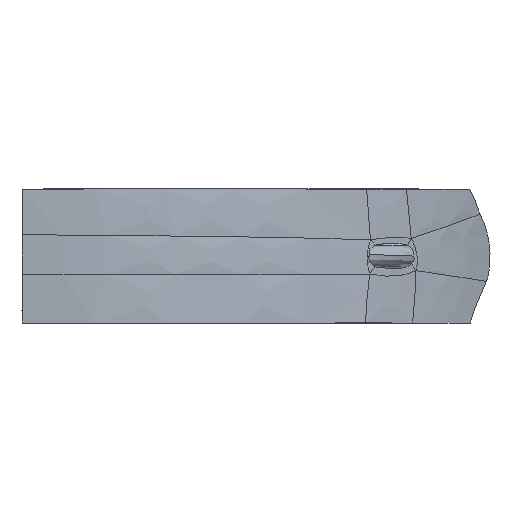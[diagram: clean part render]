
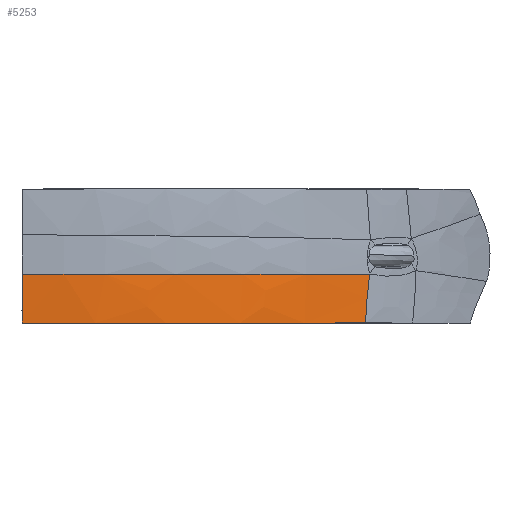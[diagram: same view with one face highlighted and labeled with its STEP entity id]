
A CAD part, left-side view. The second image highlights one B-rep face of the part: STEP entity #5253.
In plain terms, the highlighted free-form (B-spline) face has degree [3, 3] with [4, 4] control points.
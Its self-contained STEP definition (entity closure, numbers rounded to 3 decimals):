
#3789 = CARTESIAN_POINT('', (-1535.515,-1281.882,-249.864));
#3790 = VERTEX_POINT('', #3789);
#3798 = CARTESIAN_POINT('', (-2000.,0.,-250.));
#3799 = VERTEX_POINT('', #3798);
#3800 = CARTESIAN_POINT('', (-2000.088,-0.088,-249.94));
#3801 = CARTESIAN_POINT('', (-1997.508,-477.794,-249.901));
#3802 = CARTESIAN_POINT('', (-1837.079,-916.973,-250.155));
#3803 = CARTESIAN_POINT('', (-1535.515,-1281.882,-249.864));
#3804 = (BOUNDED_CURVE() B_SPLINE_CURVE(3,(#3800,#3801,#3802,#3803),.UNSPECIFIED.,.F.,.F.) B_SPLINE_CURVE_WITH_KNOTS((4,4),(0.,1.),.UNSPECIFIED.) CURVE() GEOMETRIC_REPRESENTATION_ITEM() RATIONAL_B_SPLINE_CURVE((1.,1.,1.,1.)) REPRESENTATION_ITEM(''));
#3805 = EDGE_CURVE('', #3799, #3790, #3804, .T.);
#4232 = CARTESIAN_POINT('', (-1999.997,-0.003,-67.972));
#4233 = VERTEX_POINT('', #4232);
#4234 = CARTESIAN_POINT('', (-2000.088,-0.088,-249.94));
#4235 = CARTESIAN_POINT('', (-1999.954,0.053,-189.249));
#4236 = CARTESIAN_POINT('', (-1999.966,0.,-128.569));
#4237 = CARTESIAN_POINT('', (-1999.997,-0.003,-67.972));
#4238 = (BOUNDED_CURVE() B_SPLINE_CURVE(3,(#4234,#4235,#4236,#4237),.UNSPECIFIED.,.F.,.F.) B_SPLINE_CURVE_WITH_KNOTS((4,4),(0.,1.),.UNSPECIFIED.) CURVE() GEOMETRIC_REPRESENTATION_ITEM() RATIONAL_B_SPLINE_CURVE((1.,1.,1.,1.)) REPRESENTATION_ITEM(''));
#4239 = EDGE_CURVE('', #3799, #4233, #4238, .T.);
#5129 = CARTESIAN_POINT('', (-1522.044,-1297.157,-67.07));
#5130 = VERTEX_POINT('', #5129);
#5211 = CARTESIAN_POINT('', (-1522.044,-1297.157,-67.07));
#5212 = CARTESIAN_POINT('', (-1530.138,-1288.075,-125.953));
#5213 = CARTESIAN_POINT('', (-1532.648,-1285.091,-187.817));
#5214 = CARTESIAN_POINT('', (-1535.515,-1281.882,-249.864));
#5215 = (BOUNDED_CURVE() B_SPLINE_CURVE(3,(#5211,#5212,#5213,#5214),.UNSPECIFIED.,.F.,.F.) B_SPLINE_CURVE_WITH_KNOTS((4,4),(0.,1.),.UNSPECIFIED.) CURVE() GEOMETRIC_REPRESENTATION_ITEM() RATIONAL_B_SPLINE_CURVE((1.,1.,1.,1.)) REPRESENTATION_ITEM(''));
#5216 = EDGE_CURVE('', #5130, #3790, #5215, .T.);
#5224 = CARTESIAN_POINT('', (-1522.044,-1297.157,-67.07));
#5225 = CARTESIAN_POINT('', (-1530.138,-1288.075,-125.953));
#5226 = CARTESIAN_POINT('', (-1532.648,-1285.091,-187.817));
#5227 = CARTESIAN_POINT('', (-1535.515,-1281.882,-249.864));
#5228 = CARTESIAN_POINT('', (-1817.22,-952.295,-70.501));
#5229 = CARTESIAN_POINT('', (-1822.55,-941.295,-131.453));
#5230 = CARTESIAN_POINT('', (-1827.289,-933.574,-190.849));
#5231 = CARTESIAN_POINT('', (-1837.079,-916.973,-250.155));
#5232 = CARTESIAN_POINT('', (-1999.718,-494.84,-66.761));
#5233 = CARTESIAN_POINT('', (-1999.601,-487.954,-127.623));
#5234 = CARTESIAN_POINT('', (-2000.309,-478.026,-188.749));
#5235 = CARTESIAN_POINT('', (-1997.508,-477.794,-249.901));
#5236 = CARTESIAN_POINT('', (-1999.997,-0.003,-67.972));
#5237 = CARTESIAN_POINT('', (-1999.966,0.,-128.569));
#5238 = CARTESIAN_POINT('', (-1999.954,0.053,-189.249));
#5239 = CARTESIAN_POINT('', (-2000.088,-0.088,-249.94));
#5240 = (BOUNDED_SURFACE() B_SPLINE_SURFACE(3,3, ((#5224,#5225,#5226,#5227),(#5228,#5229,#5230,#5231),(#5232,#5233,#5234,#5235),(#5236,#5237,#5238,#5239)), .UNSPECIFIED., .F., .F., .T. )  B_SPLINE_SURFACE_WITH_KNOTS((4,4), (4,4), (0.,1.), (0.,1.), .UNSPECIFIED.)GEOMETRIC_REPRESENTATION_ITEM() RATIONAL_B_SPLINE_SURFACE( ((1.,1.,1.,1.),(1.,1.,1.,1.),(1.,1.,1.,1.),(1.,1.,1.,1.))) REPRESENTATION_ITEM('') SURFACE());
#5241 = CARTESIAN_POINT('', (-1522.044,-1297.157,-67.07));
#5242 = CARTESIAN_POINT('', (-1817.22,-952.295,-70.501));
#5243 = CARTESIAN_POINT('', (-1999.718,-494.84,-66.761));
#5244 = CARTESIAN_POINT('', (-1999.997,-0.003,-67.972));
#5245 = (BOUNDED_CURVE() B_SPLINE_CURVE(3,(#5241,#5242,#5243,#5244),.UNSPECIFIED.,.F.,.F.) B_SPLINE_CURVE_WITH_KNOTS((4,4),(0.,1.),.UNSPECIFIED.) CURVE() GEOMETRIC_REPRESENTATION_ITEM() RATIONAL_B_SPLINE_CURVE((1.,1.,1.,1.)) REPRESENTATION_ITEM(''));
#5246 = EDGE_CURVE('', #5130, #4233, #5245, .T.);
#5247 = ORIENTED_EDGE('', *,*, #5246, .F.);
#5248 = ORIENTED_EDGE('', *,*, #4239, .T.);
#5249 = ORIENTED_EDGE('', *,*, #3805, .F.);
#5250 = ORIENTED_EDGE('', *,*, #5216, .T.);
#5251 = EDGE_LOOP('', (#5247,#5248,#5249,#5250));
#5252 = FACE_OUTER_BOUND('', #5251, .T.);
#5253 = ADVANCED_FACE('', (#5252), #5240, .F.);
